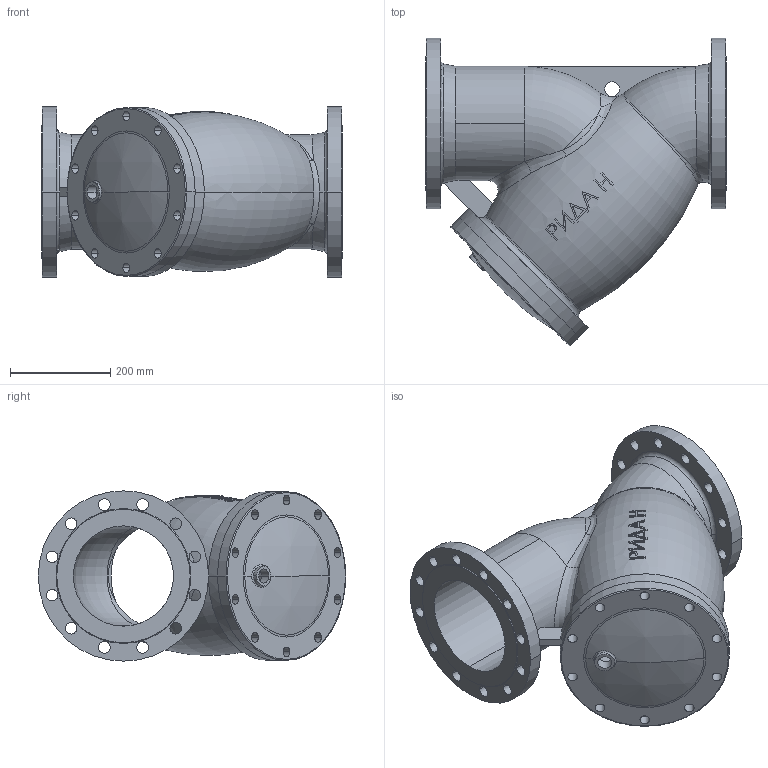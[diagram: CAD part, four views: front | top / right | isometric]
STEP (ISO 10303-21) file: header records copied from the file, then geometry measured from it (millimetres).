
FILE_DESCRIPTION (( 'STEP AP214' ), '1' );
FILE_NAME ('德标过滤器200装配体1.STEP', '2023-04-13T02:45:51', ( '' ), ( '' ), 'SwSTEP 2.0', 'SolidWorks 2023', '' );
FILE_SCHEMA (( 'AUTOMOTIVE_DESIGN' ));
Length unit declared in the file: millimetre
Products named in the file (3): 200阀盖; 德标过滤器200装配体1; 200阀体
Assembly tree (2 placements, depth 2):
  德标过滤器200装配体1
    200阀体
    200阀盖
Bounding box: 600 x 613.58 x 340 mm (x, y, z)
Volume: 14599984.5 mm3; surface area: 1815791.6 mm2
Topology: 2 solids, 2 shells, 263 faces, 741 edges, 486 vertices
Faces by surface type: cylinder 120, bspline 76, torus 31, plane 22, cone 10, sphere 4
Entity records: 16068 total; most frequent: CARTESIAN_POINT 9456, ORIENTED_EDGE 1482, DIRECTION 1182, EDGE_CURVE 741, AXIS2_PLACEMENT_3D 523, VERTEX_POINT 486, EDGE_LOOP 365, CIRCLE 331
